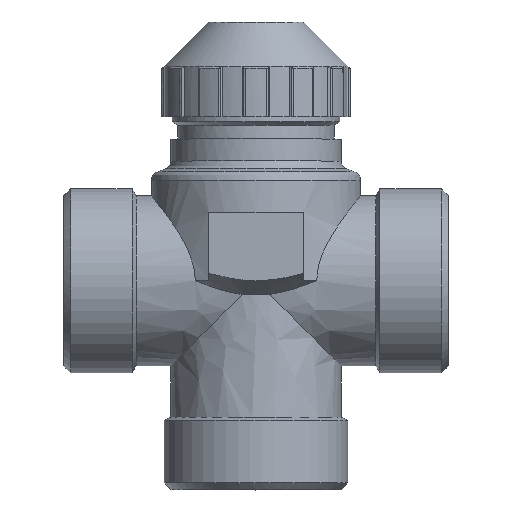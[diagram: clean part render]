
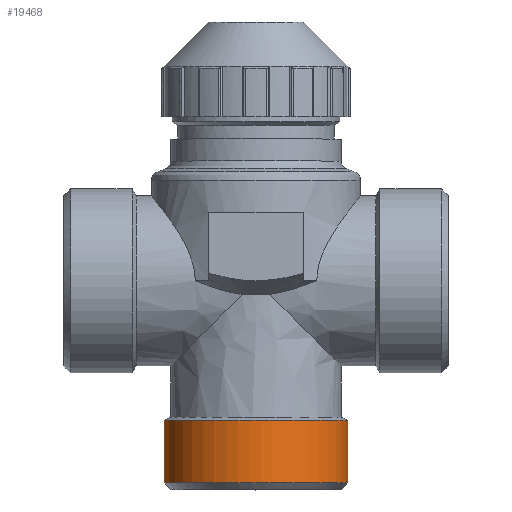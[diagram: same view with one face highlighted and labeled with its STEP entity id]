
A CAD part, top view. The second image highlights one B-rep face of the part: STEP entity #19468.
In plain terms, the highlighted free-form (B-spline) face has degree [2, 1] with [9, 2] control points.
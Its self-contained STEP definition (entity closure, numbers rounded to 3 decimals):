
#1529 = CARTESIAN_POINT ( 'NONE',  ( 582.999, 38.751, 16.5 ) ) ;
#1653 = ORIENTED_EDGE ( 'NONE', *, *, #9413, .F. ) ;
#1876 = CARTESIAN_POINT ( 'NONE',  ( 549.999, 27.276, 0. ) ) ;
#2012 = CARTESIAN_POINT ( 'NONE',  ( 582.999, 38.976, 16.5 ) ) ;
#2144 = CARTESIAN_POINT ( 'NONE',  ( 549.999, 38.976, 16.5 ) ) ;
#2744 = VERTEX_POINT ( 'NONE', #6967 ) ;
#2776 = EDGE_LOOP ( 'NONE', ( #24967, #7008, #4554, #1653 ) ) ;
#3107 = CARTESIAN_POINT ( 'NONE',  ( 549.999, 27.501, 0. ) ) ;
#3975 = CARTESIAN_POINT ( 'NONE',  ( 582.999, 27.276, -16.5 ) ) ;
#4228 = CARTESIAN_POINT ( 'NONE',  ( 566.499, 27.276, 16.5 ) ) ;
#4481 = EDGE_CURVE ( 'NONE', #24436, #20149, #20157, .T. ) ;
#4554 = ORIENTED_EDGE ( 'NONE', *, *, #13043, .T. ) ;
#5183 = CARTESIAN_POINT ( 'NONE',  ( 566.499, 27.501, 16.5 ) ) ;
#5355 = VERTEX_POINT ( 'NONE', #12269 ) ;
#5458 =( BOUNDED_SURFACE ( )  B_SPLINE_SURFACE ( 2, 1, ( 
 ( #12108, #24146 ),
 ( #3975, #14213 ),
 ( #23885, #10006 ),
 ( #8273, #22176 ),
 ( #1876, #16312 ),
 ( #20111, #2144 ),
 ( #4228, #14090 ),
 ( #12235, #2012 ),
 ( #21787, #13941 ) ),
 .UNSPECIFIED., .T., .F., .T. ) 
 B_SPLINE_SURFACE_WITH_KNOTS ( ( 3, 2, 2, 2, 3 ),
 ( 2, 2 ),
 ( 0., 90., 180., 270., 360. ),
 ( -5.85, 5.85 ),
 .UNSPECIFIED. ) 
 GEOMETRIC_REPRESENTATION_ITEM ( )  RATIONAL_B_SPLINE_SURFACE ( (
 ( 1., 1.),
 ( 0.707, 0.707),
 ( 1., 1.),
 ( 0.707, 0.707),
 ( 1., 1.),
 ( 0.707, 0.707),
 ( 1., 1.),
 ( 0.707, 0.707),
 ( 1., 1.) ) ) 
 REPRESENTATION_ITEM ( '' )  SURFACE ( )  );
#5950 =( BOUNDED_CURVE ( )  B_SPLINE_CURVE ( 2, ( #24031, #8287, #20124, #1529, #10024 ),
 .UNSPECIFIED., .F., .F. ) 
 B_SPLINE_CURVE_WITH_KNOTS ( ( 3, 2, 3 ),
 ( 0., 90., 180. ),
 .UNSPECIFIED. ) 
 CURVE ( )  GEOMETRIC_REPRESENTATION_ITEM ( )  RATIONAL_B_SPLINE_CURVE ( ( 1., 0.707, 1., 0.707, 1. ) ) 
 REPRESENTATION_ITEM ( '' )  );
#6594 = B_SPLINE_CURVE_WITH_KNOTS ( 'NONE', 1,
 ( #11267, #22799 ),
 .UNSPECIFIED., .F., .F.,
 ( 2, 2 ),
 ( -5.625, 5.625 ),
 .UNSPECIFIED. ) ;
#6967 = CARTESIAN_POINT ( 'NONE',  ( 582.999, 38.751, 0. ) ) ;
#7008 = ORIENTED_EDGE ( 'NONE', *, *, #4481, .T. ) ;
#7921 = CARTESIAN_POINT ( 'NONE',  ( 582.999, 38.751, 0. ) ) ;
#8273 = CARTESIAN_POINT ( 'NONE',  ( 549.999, 27.276, -16.5 ) ) ;
#8287 = CARTESIAN_POINT ( 'NONE',  ( 549.999, 38.751, 16.5 ) ) ;
#9413 = EDGE_CURVE ( 'NONE', #5355, #2744, #5950, .T. ) ;
#10006 = CARTESIAN_POINT ( 'NONE',  ( 566.499, 38.976, -16.5 ) ) ;
#10024 = CARTESIAN_POINT ( 'NONE',  ( 582.999, 38.751, 0. ) ) ;
#11267 = CARTESIAN_POINT ( 'NONE',  ( 549.999, 27.501, 0. ) ) ;
#11666 = CARTESIAN_POINT ( 'NONE',  ( 549.999, 27.501, 0. ) ) ;
#12108 = CARTESIAN_POINT ( 'NONE',  ( 582.999, 27.276, 0. ) ) ;
#12235 = CARTESIAN_POINT ( 'NONE',  ( 582.999, 27.276, 16.5 ) ) ;
#12269 = CARTESIAN_POINT ( 'NONE',  ( 549.999, 38.751, 0. ) ) ;
#13043 = EDGE_CURVE ( 'NONE', #20149, #2744, #23329, .T. ) ;
#13941 = CARTESIAN_POINT ( 'NONE',  ( 582.999, 38.976, 0. ) ) ;
#14090 = CARTESIAN_POINT ( 'NONE',  ( 566.499, 38.976, 16.5 ) ) ;
#14213 = CARTESIAN_POINT ( 'NONE',  ( 582.999, 38.976, -16.5 ) ) ;
#16312 = CARTESIAN_POINT ( 'NONE',  ( 549.999, 38.976, 0. ) ) ;
#16702 = EDGE_CURVE ( 'NONE', #24436, #5355, #6594, .T. ) ;
#18317 = CARTESIAN_POINT ( 'NONE',  ( 582.999, 27.501, 0. ) ) ;
#19468 = ADVANCED_FACE ( 'NONE', ( #19578 ), #5458, .T. ) ;
#19578 = FACE_OUTER_BOUND ( 'NONE', #2776, .T. ) ;
#20111 = CARTESIAN_POINT ( 'NONE',  ( 549.999, 27.276, 16.5 ) ) ;
#20124 = CARTESIAN_POINT ( 'NONE',  ( 566.499, 38.751, 16.5 ) ) ;
#20149 = VERTEX_POINT ( 'NONE', #23629 ) ;
#20157 =( BOUNDED_CURVE ( )  B_SPLINE_CURVE ( 2, ( #3107, #21058, #5183, #23265, #21184 ),
 .UNSPECIFIED., .F., .T. ) 
 B_SPLINE_CURVE_WITH_KNOTS ( ( 3, 2, 3 ),
 ( 180., 270., 360. ),
 .UNSPECIFIED. ) 
 CURVE ( )  GEOMETRIC_REPRESENTATION_ITEM ( )  RATIONAL_B_SPLINE_CURVE ( ( 1., 0.707, 1., 0.707, 1. ) ) 
 REPRESENTATION_ITEM ( '' )  );
#21058 = CARTESIAN_POINT ( 'NONE',  ( 549.999, 27.501, 16.5 ) ) ;
#21184 = CARTESIAN_POINT ( 'NONE',  ( 582.999, 27.501, 0. ) ) ;
#21787 = CARTESIAN_POINT ( 'NONE',  ( 582.999, 27.276, 0. ) ) ;
#22176 = CARTESIAN_POINT ( 'NONE',  ( 549.999, 38.976, -16.5 ) ) ;
#22799 = CARTESIAN_POINT ( 'NONE',  ( 549.999, 38.751, 0. ) ) ;
#23265 = CARTESIAN_POINT ( 'NONE',  ( 582.999, 27.501, 16.5 ) ) ;
#23329 = B_SPLINE_CURVE_WITH_KNOTS ( 'NONE', 1,
 ( #18317, #7921 ),
 .UNSPECIFIED., .F., .F.,
 ( 2, 2 ),
 ( -5.625, 5.625 ),
 .UNSPECIFIED. ) ;
#23629 = CARTESIAN_POINT ( 'NONE',  ( 582.999, 27.501, 0. ) ) ;
#23885 = CARTESIAN_POINT ( 'NONE',  ( 566.499, 27.276, -16.5 ) ) ;
#24031 = CARTESIAN_POINT ( 'NONE',  ( 549.999, 38.751, 0. ) ) ;
#24146 = CARTESIAN_POINT ( 'NONE',  ( 582.999, 38.976, 0. ) ) ;
#24436 = VERTEX_POINT ( 'NONE', #11666 ) ;
#24967 = ORIENTED_EDGE ( 'NONE', *, *, #16702, .F. ) ;
